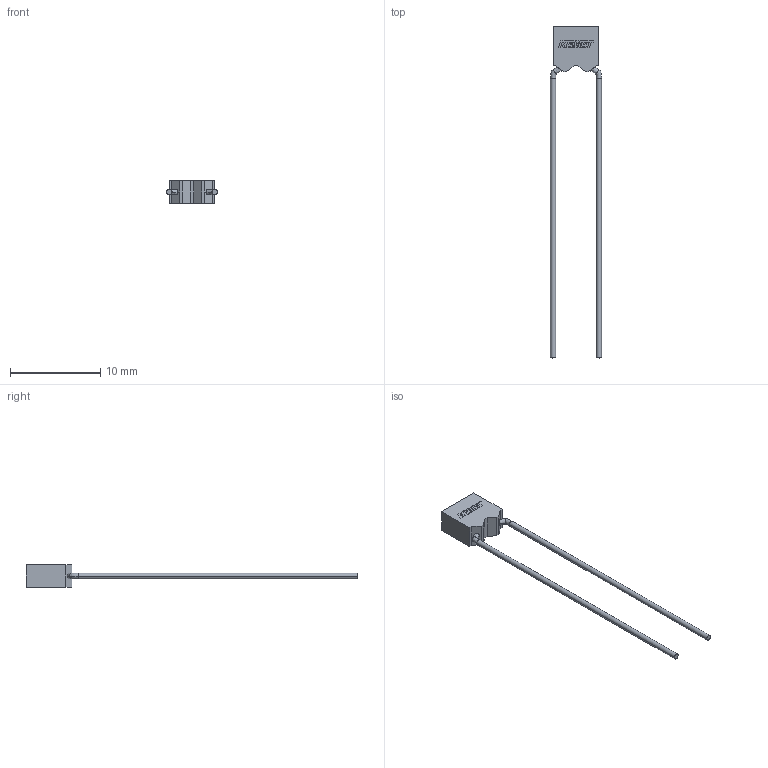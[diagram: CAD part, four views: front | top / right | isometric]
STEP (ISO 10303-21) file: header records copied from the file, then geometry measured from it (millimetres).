
FILE_DESCRIPTION (( 'STEP AP214' ), '1' );
FILE_NAME ('CCRM_VHS_C056_L5.08H5.08T2.54S5.08LL31.75F0.635G0.66.STEP', '2017-11-28T16:13:20', ( '' ), ( '' ), 'SwSTEP 2.0', 'SolidWorks 2014', '' );
FILE_SCHEMA (( 'AUTOMOTIVE_DESIGN' ));
Length unit declared in the file: millimetre
Products named in the file (1): CCRM_VHS_C056_L5.08H5.08T2.54S5.08LL31.75F0.635G0.66
Bounding box: 5.66 x 36.83 x 2.54 mm (x, y, z)
Volume: 79.9 mm3; surface area: 226.3 mm2
Topology: 4 solids, 4 shells, 85 faces, 227 edges, 152 vertices
Faces by surface type: plane 73, bspline 12
Entity records: 6975 total; most frequent: CARTESIAN_POINT 4091, ORIENTED_EDGE 454, DIRECTION 353, EDGE_CURVE 227, LINE 197, VECTOR 197, VERTEX_POINT 152, EDGE_LOOP 87
